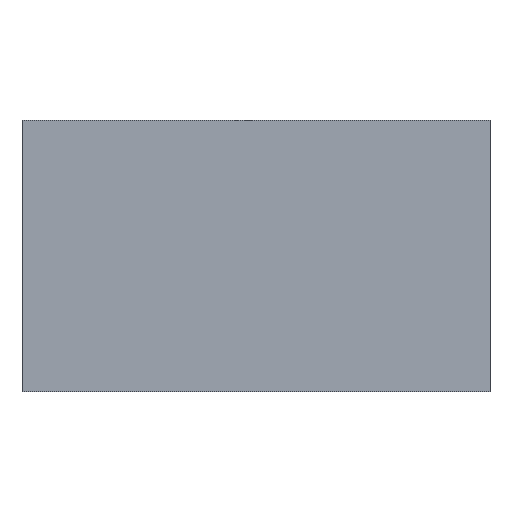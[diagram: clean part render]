
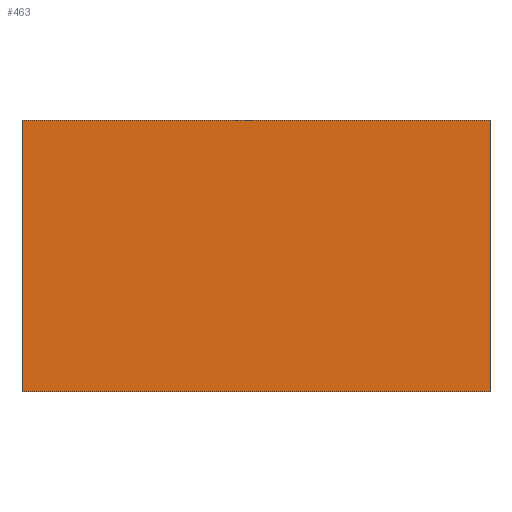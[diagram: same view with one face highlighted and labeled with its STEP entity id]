
A CAD part, front view. The second image highlights one B-rep face of the part: STEP entity #463.
In plain terms, the highlighted planar face has unit normal (0, -1, 0).
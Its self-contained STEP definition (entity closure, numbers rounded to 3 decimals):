
#26 = LINE ( 'NONE', #316, #317 ) ;
#82 = DIRECTION ( 'NONE',  ( -1., 0., 0. ) ) ;
#89 = CARTESIAN_POINT ( 'NONE',  ( 17.5, -1., 10.15 ) ) ;
#136 = DIRECTION ( 'NONE',  ( -1., 0., 0. ) ) ;
#141 = ORIENTED_EDGE ( 'NONE', *, *, #681, .F. ) ;
#143 = CARTESIAN_POINT ( 'NONE',  ( -17.5, -1., 10.15 ) ) ;
#149 = CARTESIAN_POINT ( 'NONE',  ( 17.5, -1., -10.15 ) ) ;
#152 = CARTESIAN_POINT ( 'NONE',  ( 17.5, -1., -10.15 ) ) ;
#159 = ORIENTED_EDGE ( 'NONE', *, *, #741, .F. ) ;
#172 = CARTESIAN_POINT ( 'NONE',  ( -17.5, -1., -10.15 ) ) ;
#178 = ORIENTED_EDGE ( 'NONE', *, *, #687, .T. ) ;
#227 = LINE ( 'NONE', #89, #518 ) ;
#229 = FACE_OUTER_BOUND ( 'NONE', #303, .T. ) ;
#244 = VECTOR ( 'NONE', #136, 1000. ) ;
#247 = DIRECTION ( 'NONE',  ( 0., 0., -1. ) ) ;
#256 = ORIENTED_EDGE ( 'NONE', *, *, #763, .T. ) ;
#291 = DIRECTION ( 'NONE',  ( 0., 0., 1. ) ) ;
#303 = EDGE_LOOP ( 'NONE', ( #141, #159, #178, #256 ) ) ;
#305 = DIRECTION ( 'NONE',  ( 0., 0., 1. ) ) ;
#316 = CARTESIAN_POINT ( 'NONE',  ( -17.5, -1., -10.15 ) ) ;
#317 = VECTOR ( 'NONE', #305, 1000. ) ;
#324 = PLANE ( 'NONE',  #341 ) ;
#329 = VERTEX_POINT ( 'NONE', #172 ) ;
#341 = AXIS2_PLACEMENT_3D ( 'NONE', #383, #435, #247 ) ;
#355 = CARTESIAN_POINT ( 'NONE',  ( 17.5, -1., -10.15 ) ) ;
#383 = CARTESIAN_POINT ( 'NONE',  ( 17.5, -1., -10.15 ) ) ;
#390 = CARTESIAN_POINT ( 'NONE',  ( 17.5, -1., 10.15 ) ) ;
#435 = DIRECTION ( 'NONE',  ( 0., -1., 0. ) ) ;
#460 = VECTOR ( 'NONE', #291, 1000. ) ;
#463 = ADVANCED_FACE ( 'NONE', ( #229 ), #324, .T. ) ;
#479 = LINE ( 'NONE', #355, #460 ) ;
#512 = VERTEX_POINT ( 'NONE', #149 ) ;
#518 = VECTOR ( 'NONE', #82, 1000. ) ;
#646 = VERTEX_POINT ( 'NONE', #390 ) ;
#681 = EDGE_CURVE ( 'NONE', #329, #738, #26, .T. ) ;
#687 = EDGE_CURVE ( 'NONE', #512, #646, #479, .T. ) ;
#717 = LINE ( 'NONE', #152, #244 ) ;
#738 = VERTEX_POINT ( 'NONE', #143 ) ;
#741 = EDGE_CURVE ( 'NONE', #512, #329, #717, .T. ) ;
#763 = EDGE_CURVE ( 'NONE', #646, #738, #227, .T. ) ;
